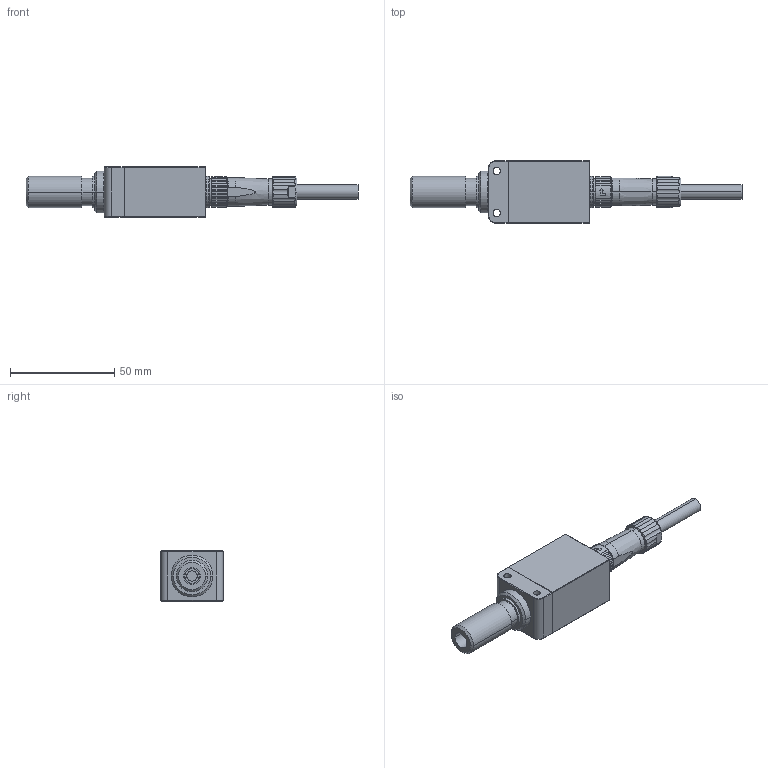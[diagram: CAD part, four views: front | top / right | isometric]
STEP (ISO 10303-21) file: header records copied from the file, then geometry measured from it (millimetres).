
FILE_DESCRIPTION(/* description */ ('VariCAD 2016-1.07 AP-214'),/* implementation_level */ '2;1');
FILE_NAME(/* name */ 'HX-C3.stp',/* time_stamp */ '2017-10-05T10:33:02+09:00',/* author */ (''),/* organization */ (''),/* preprocessor_version */ 'ST-DEVELOPER v14',/* originating_system */ 'VariCAD 2016-1.07; kernel version (20130303)',/* authorisation */ '');
FILE_SCHEMA (('AUTOMOTIVE_DESIGN'));
Length unit declared in the file: millimetre
Products named in the file (15): HX-C3
Assembly tree (14 placements, depth 2):
  HX-C3
    (unnamed)
    (unnamed)
    (unnamed)
    (unnamed)
    (unnamed)
    (unnamed)
    (unnamed)
    (unnamed)
    (unnamed)
    (unnamed)
    (unnamed)
    (unnamed)
    (unnamed)
    (unnamed)
Bounding box: 158.9 x 30 x 24 mm (x, y, z)
Volume: 47302.9 mm3; surface area: 14678.1 mm2
Topology: 14 solids, 14 shells, 572 faces, 1345 edges, 840 vertices
Faces by surface type: cylinder 241, plane 199, cone 100, torus 20, bspline 12
Entity records: 19187 total; most frequent: CARTESIAN_POINT 5452, DIRECTION 2924, ORIENTED_EDGE 2682, EDGE_CURVE 1341, AXIS2_PLACEMENT_3D 1214, VERTEX_POINT 840, EDGE_LOOP 665, CIRCLE 611
